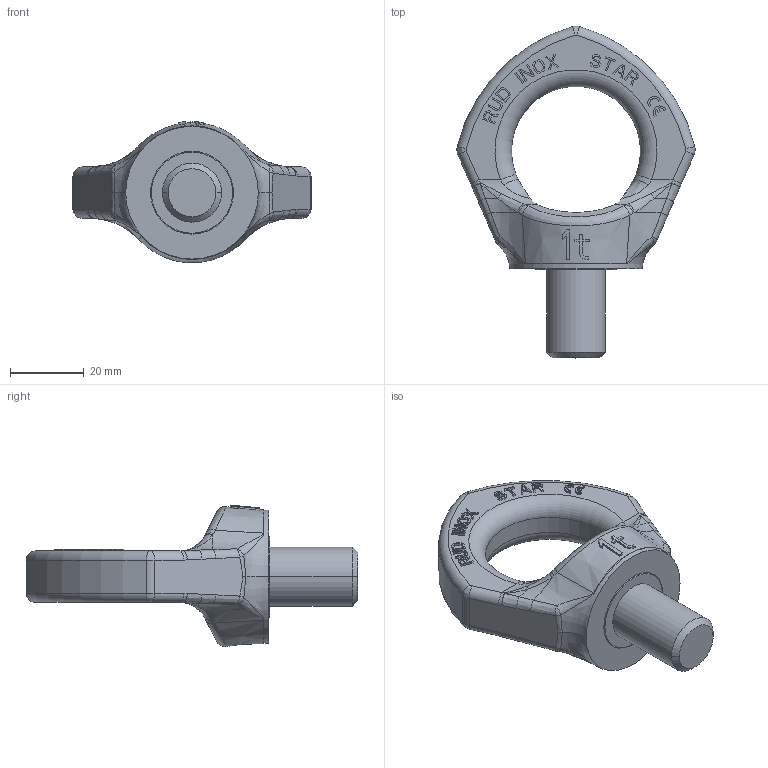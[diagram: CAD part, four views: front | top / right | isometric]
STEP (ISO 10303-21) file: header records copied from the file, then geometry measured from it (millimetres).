
FILE_DESCRIPTION((''),'2;1');
FILE_NAME('001-M31025-P-10_ASM','2018-08-27T',('Andreas.Wendler'),(''),'PRO/ENGINEER BY PARAMETRIC TECHNOLOGY CORPORATION, 2011490','PRO/ENGINEER BY PARAMETRIC TECHNOLOGY CORPORATION, 2011490','');
FILE_SCHEMA(('CONFIG_CONTROL_DESIGN'));
Length unit declared in the file: millimetre
Products named in the file (3): 001-M31025-P-10; 001-M31027-P-10; 001-M31025-P-10_ASM
Assembly tree (2 placements, depth 2):
  001-M31025-P-10_ASM
    001-M31025-P-10
    001-M31027-P-10
Bounding box: 64.64 x 90.08 x 38.33 mm (x, y, z)
Volume: 41507.6 mm3; surface area: 14166.6 mm2
Topology: 2 solids, 2 shells, 530 faces, 1421 edges, 920 vertices
Faces by surface type: plane 401, bspline 60, cylinder 35, torus 16, cone 10, sphere 8
Entity records: 18713 total; most frequent: CARTESIAN_POINT 5794, ORIENTED_EDGE 2842, DIRECTION 2381, EDGE_CURVE 1421, VECTOR 1091, LINE 1091, VERTEX_POINT 920, AXIS2_PLACEMENT_3D 645
